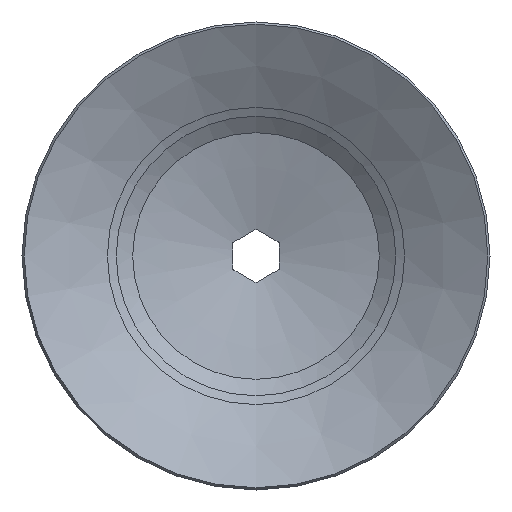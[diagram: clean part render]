
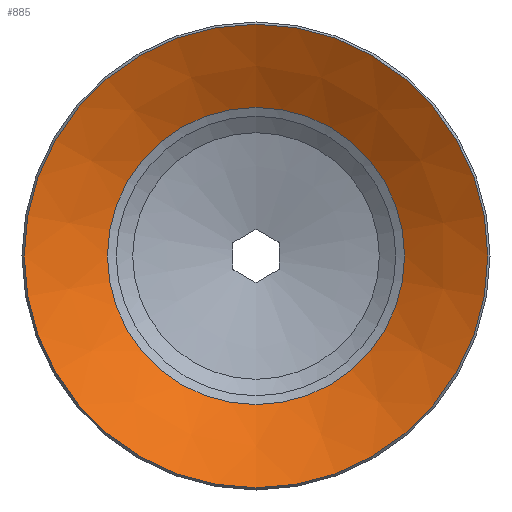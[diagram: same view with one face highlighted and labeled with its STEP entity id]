
A CAD part, front view. The second image highlights one B-rep face of the part: STEP entity #885.
In plain terms, the highlighted conical face has half-angle 60 degrees and reference radius 15 mm.
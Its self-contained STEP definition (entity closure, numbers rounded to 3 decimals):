
#48=CONICAL_SURFACE('',#968,15.,1.047);
#149=ORIENTED_EDGE('',*,*,#232,.F.);
#150=ORIENTED_EDGE('',*,*,#231,.T.);
#231=EDGE_CURVE('',#288,#288,#333,.T.);
#232=EDGE_CURVE('',#289,#289,#334,.T.);
#288=VERTEX_POINT('',#1281);
#289=VERTEX_POINT('',#1284);
#333=CIRCLE('',#967,15.);
#334=CIRCLE('',#969,9.619);
#405=EDGE_LOOP('',(#149));
#406=EDGE_LOOP('',(#150));
#491=FACE_BOUND('',#405,.T.);
#492=FACE_BOUND('',#406,.T.);
#885=ADVANCED_FACE('',(#491,#492),#48,.F.);
#967=AXIS2_PLACEMENT_3D('',#1280,#1123,#1124);
#968=AXIS2_PLACEMENT_3D('',#1282,#1125,#1126);
#969=AXIS2_PLACEMENT_3D('',#1283,#1127,#1128);
#1123=DIRECTION('',(0.,-1.,0.));
#1124=DIRECTION('',(0.,0.,-1.));
#1125=DIRECTION('',(0.,-1.,0.));
#1126=DIRECTION('',(0.,0.,-1.));
#1127=DIRECTION('',(0.,-1.,0.));
#1128=DIRECTION('',(0.,0.,-1.));
#1280=CARTESIAN_POINT('',(0.,0.,0.));
#1281=CARTESIAN_POINT('',(0.,0.,-15.));
#1282=CARTESIAN_POINT('',(0.,0.,0.));
#1283=CARTESIAN_POINT('',(0.,3.107,0.));
#1284=CARTESIAN_POINT('',(0.,3.107,-9.619));
